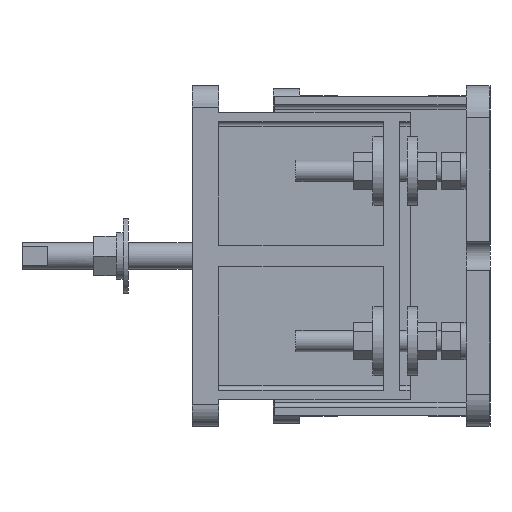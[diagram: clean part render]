
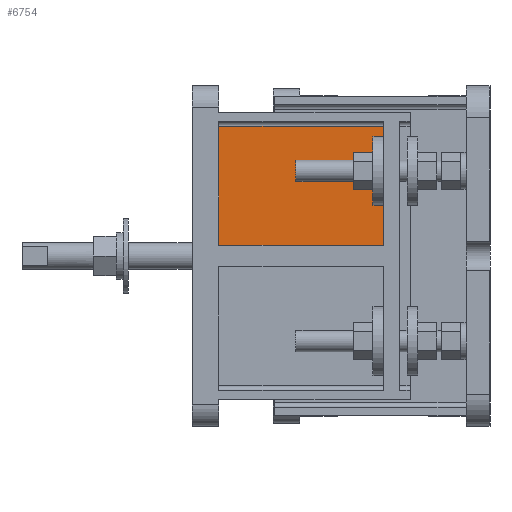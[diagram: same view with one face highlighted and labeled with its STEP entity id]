
A CAD part, left-side view. The second image highlights one B-rep face of the part: STEP entity #6754.
In plain terms, the highlighted planar face has unit normal (-1, 0, 0).
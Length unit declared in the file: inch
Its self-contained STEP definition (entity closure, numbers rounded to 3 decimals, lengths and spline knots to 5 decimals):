
#33 = ORIENTED_EDGE ( 'NONE', *, *, #6598, .F. ) ;
#211 = EDGE_CURVE ( 'NONE', #2478, #4214, #2206, .T. ) ;
#290 = CARTESIAN_POINT ( 'NONE',  ( -2.5875, 2.5, 0.25 ) ) ;
#302 = LINE ( 'NONE', #6324, #4865 ) ;
#574 = LINE ( 'NONE', #4155, #4105 ) ;
#1254 = ORIENTED_EDGE ( 'NONE', *, *, #211, .F. ) ;
#2057 = EDGE_CURVE ( 'NONE', #4214, #7764, #302, .T. ) ;
#2206 = LINE ( 'NONE', #3202, #3941 ) ;
#2450 = CARTESIAN_POINT ( 'NONE',  ( -2.5875, 2.5, 3.05 ) ) ;
#2468 = CARTESIAN_POINT ( 'NONE',  ( -2.5875, 6.375, 3.05 ) ) ;
#2478 = VERTEX_POINT ( 'NONE', #2450 ) ;
#2706 = LINE ( 'NONE', #7720, #6388 ) ;
#3202 = CARTESIAN_POINT ( 'NONE',  ( -2.5875, 2.5, 3.1625 ) ) ;
#3941 = VECTOR ( 'NONE', #5478, 39.37008 ) ;
#4105 = VECTOR ( 'NONE', #5850, 39.37008 ) ;
#4155 = CARTESIAN_POINT ( 'NONE',  ( -2.5875, 1.875, 3.05 ) ) ;
#4214 = VERTEX_POINT ( 'NONE', #290 ) ;
#4289 = PLANE ( 'NONE',  #8963 ) ;
#4543 = ORIENTED_EDGE ( 'NONE', *, *, #2057, .F. ) ;
#4836 = DIRECTION ( 'NONE',  ( 0., 0., 1. ) ) ;
#4865 = VECTOR ( 'NONE', #7774, 39.37008 ) ;
#4951 = DIRECTION ( 'NONE',  ( -1., 0., 0. ) ) ;
#5478 = DIRECTION ( 'NONE',  ( 0., 0., -1. ) ) ;
#5562 = EDGE_CURVE ( 'NONE', #2478, #6530, #574, .T. ) ;
#5850 = DIRECTION ( 'NONE',  ( 0., 1., 0. ) ) ;
#6032 = FACE_OUTER_BOUND ( 'NONE', #6542, .T. ) ;
#6324 = CARTESIAN_POINT ( 'NONE',  ( -2.5875, 6.375, 0.25 ) ) ;
#6388 = VECTOR ( 'NONE', #4836, 39.37008 ) ;
#6509 = CARTESIAN_POINT ( 'NONE',  ( -2.5875, 1.875, 3.05 ) ) ;
#6530 = VERTEX_POINT ( 'NONE', #2468 ) ;
#6542 = EDGE_LOOP ( 'NONE', ( #33, #4543, #1254, #7234 ) ) ;
#6598 = EDGE_CURVE ( 'NONE', #7764, #6530, #2706, .T. ) ;
#6754 = ADVANCED_FACE ( 'NONE', ( #6032 ), #4289, .T. ) ;
#7179 = DIRECTION ( 'NONE',  ( 0., 0., 1. ) ) ;
#7234 = ORIENTED_EDGE ( 'NONE', *, *, #5562, .T. ) ;
#7720 = CARTESIAN_POINT ( 'NONE',  ( -2.5875, 6.375, 3.05 ) ) ;
#7764 = VERTEX_POINT ( 'NONE', #8490 ) ;
#7774 = DIRECTION ( 'NONE',  ( 0., 1., 0. ) ) ;
#8490 = CARTESIAN_POINT ( 'NONE',  ( -2.5875, 6.375, 0.25 ) ) ;
#8963 = AXIS2_PLACEMENT_3D ( 'NONE', #6509, #4951, #7179 ) ;
